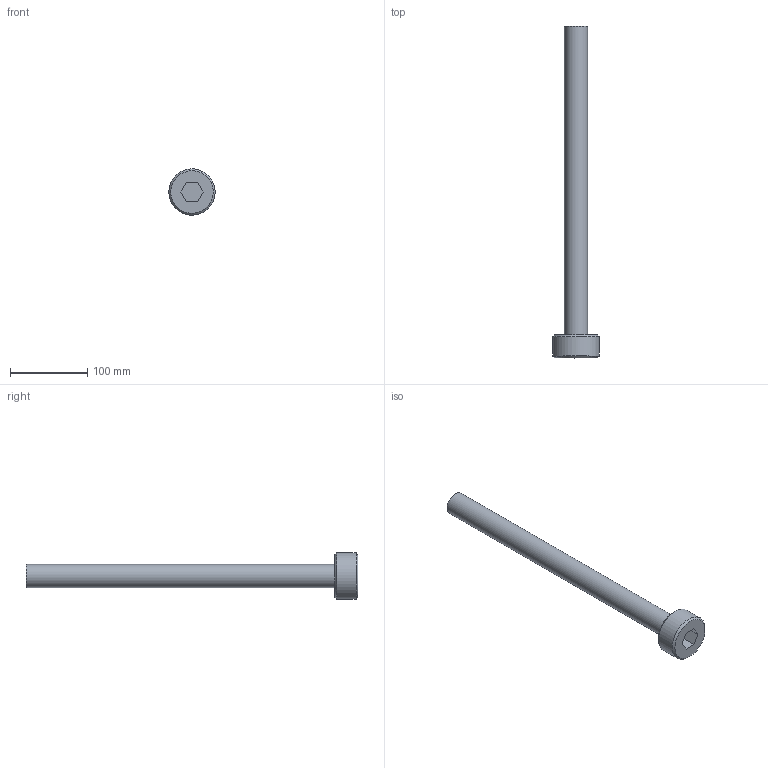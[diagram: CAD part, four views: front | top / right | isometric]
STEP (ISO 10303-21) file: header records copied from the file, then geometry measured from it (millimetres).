
FILE_DESCRIPTION(/* description */ (''),/* implementation_level */ '2;1');
FILE_NAME(/* name */ 'E-TKT_024-mechanic_m3_screw_ISO4762-M3x40',/* time_stamp */ '2023-04-19T16:06:49-03:00',/* author */ (''),/* organization */ (''),/* preprocessor_version */ 'ST-DEVELOPER v16.5',/* originating_system */ '',/* authorisation */ '');
FILE_SCHEMA (('AUTOMOTIVE_DESIGN'));
Length unit declared in the file: centimetre
Products named in the file (1): Document
Bounding box: 59.9 x 430 x 59.95 mm (x, y, z)
Surface area: 49545.9 mm2 (no closed solid volume)
Topology: 0 solids, 1 shells, 13 faces, 28 edges, 18 vertices
Faces by surface type: plane 9, bspline 4
Entity records: 424 total; most frequent: CARTESIAN_POINT 199, ORIENTED_EDGE 55, EDGE_CURVE 28, B_SPLINE_CURVE_WITH_KNOTS 20, VERTEX_POINT 18, EDGE_LOOP 15, ADVANCED_FACE 13, FACE_OUTER_BOUND 13
